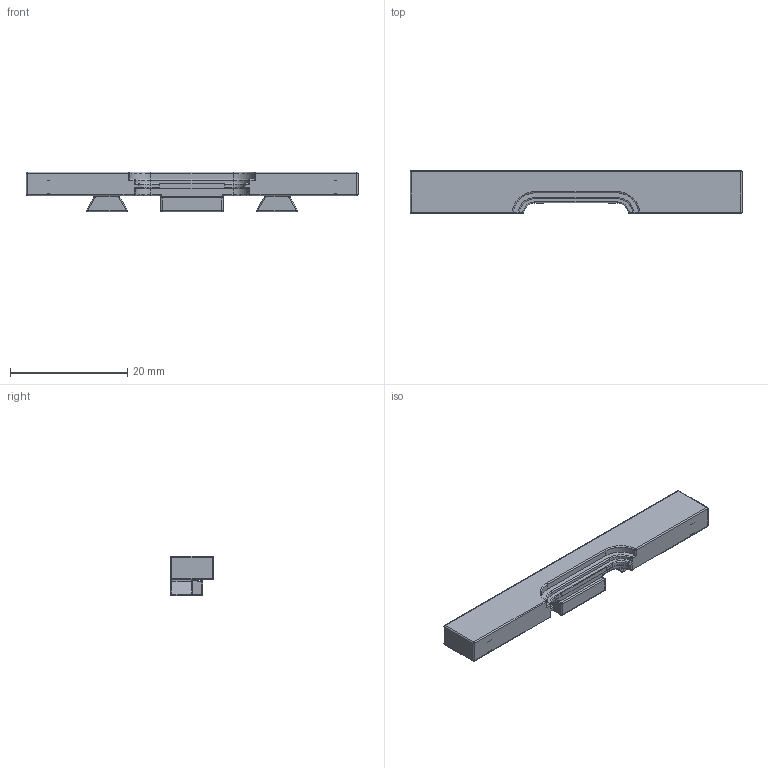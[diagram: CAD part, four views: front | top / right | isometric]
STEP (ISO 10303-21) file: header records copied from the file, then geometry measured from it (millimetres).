
FILE_DESCRIPTION(/* description */ ('STEP AP242','CAx-IF Rec.Pracs.---Representation and Presentation of Product Manufacturing Information (PMI)---4.0---2014-10-13','CAx-IF Rec.Pracs.---3D Tessellated Geometry---0.4---2014-09-14','2;1'),/* implementation_level */ '2;1');
FILE_NAME(/* name */ '68e833cc7e0240ee4c43e42c',/* time_stamp */ '2025-10-09T22:14:36Z',/* author */ (''),/* organization */ (''),/* preprocessor_version */ 'ST-DEVELOPER v20',/* originating_system */ 'ONSHAPE BY PTC INC, 1.204',/* authorisation */ ' ');
FILE_SCHEMA (('AP242_MANAGED_MODEL_BASED_3D_ENGINEERING_MIM_LF { 1 0 10303 442 1 1 4 }'));
Length unit declared in the file: metre
Products named in the file (1): holder top insert
Bounding box: 56.6 x 7.3 x 6.8 mm (x, y, z)
Volume: 1607.1 mm3; surface area: 1690.1 mm2
Topology: 1 solids, 3 shells, 174 faces, 402 edges, 202 vertices
Faces by surface type: cylinder 84, plane 36, sphere 32, torus 18, bspline 4
Full cylindrical faces by diameter (mm): 6.25 x2
Entity records: 4652 total; most frequent: DIRECTION 900, CARTESIAN_POINT 819, ORIENTED_EDGE 736, EDGE_CURVE 368, AXIS2_PLACEMENT_3D 367, VERTEX_POINT 202, CIRCLE 180, EDGE_LOOP 176
